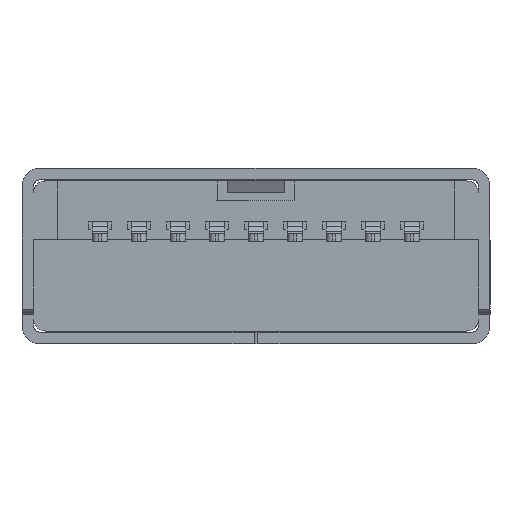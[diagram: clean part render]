
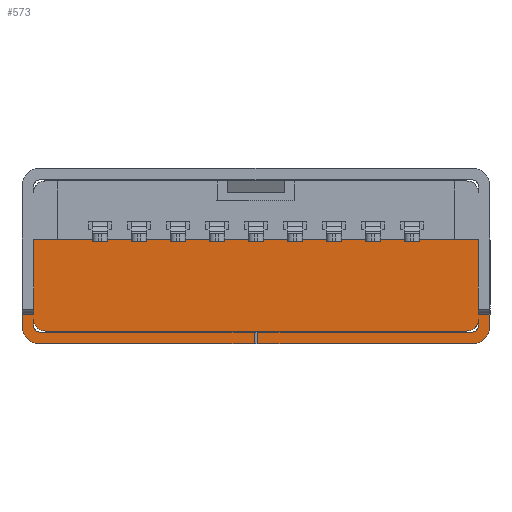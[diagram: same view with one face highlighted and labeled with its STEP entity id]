
A CAD part, left-side view. The second image highlights one B-rep face of the part: STEP entity #573.
In plain terms, the highlighted planar face has unit normal (-1, 0, 0).
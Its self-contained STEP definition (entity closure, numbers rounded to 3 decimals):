
#402 = VERTEX_POINT('',#403);
#403 = CARTESIAN_POINT('',(3.049,5.685,0.2));
#441 = VERTEX_POINT('',#442);
#442 = CARTESIAN_POINT('',(3.049,-5.715,0.2));
#448 = EDGE_CURVE('',#441,#449,#451,.T.);
#449 = VERTEX_POINT('',#450);
#450 = CARTESIAN_POINT('',(3.049,-4.815,0.2));
#451 = LINE('',#452,#453);
#452 = CARTESIAN_POINT('',(3.049,-5.715,0.2));
#453 = VECTOR('',#454,1.);
#454 = DIRECTION('',(0.,1.,0.));
#473 = VERTEX_POINT('',#474);
#474 = CARTESIAN_POINT('',(3.049,4.785,0.2));
#480 = EDGE_CURVE('',#473,#402,#481,.T.);
#481 = LINE('',#482,#483);
#482 = CARTESIAN_POINT('',(3.049,4.785,0.2));
#483 = VECTOR('',#484,1.);
#484 = DIRECTION('',(0.,1.,0.));
#495 = EDGE_CURVE('',#402,#496,#498,.T.);
#496 = VERTEX_POINT('',#497);
#497 = CARTESIAN_POINT('',(3.049,5.685,-0.125)
  );
#498 = LINE('',#499,#500);
#499 = CARTESIAN_POINT('',(3.049,5.685,0.2));
#500 = VECTOR('',#501,1.);
#501 = DIRECTION('',(0.,0.,-1.));
#573 = ADVANCED_FACE('',(#574),#765,.F.);
#574 = FACE_BOUND('',#575,.F.);
#575 = EDGE_LOOP('',(#576,#584,#592,#600,#609,#617,#625,#633,#642,#650,
    #659,#667,#676,#684,#693,#701,#709,#717,#726,#734,#740,#741,#742,
    #750,#758,#764));
#576 = ORIENTED_EDGE('',*,*,#577,.T.);
#577 = EDGE_CURVE('',#441,#578,#580,.T.);
#578 = VERTEX_POINT('',#579);
#579 = CARTESIAN_POINT('',(3.049,-5.715,-0.125)
  );
#580 = LINE('',#581,#582);
#581 = CARTESIAN_POINT('',(3.049,-5.715,0.2));
#582 = VECTOR('',#583,1.);
#583 = DIRECTION('',(0.,0.,-1.));
#584 = ORIENTED_EDGE('',*,*,#585,.T.);
#585 = EDGE_CURVE('',#578,#586,#588,.T.);
#586 = VERTEX_POINT('',#587);
#587 = CARTESIAN_POINT('',(3.049,-6.015,-0.125
    ));
#588 = LINE('',#589,#590);
#589 = CARTESIAN_POINT('',(3.049,-5.715,-0.125)
  );
#590 = VECTOR('',#591,1.);
#591 = DIRECTION('',(0.,-1.,0.));
#592 = ORIENTED_EDGE('',*,*,#593,.T.);
#593 = EDGE_CURVE('',#586,#594,#596,.T.);
#594 = VERTEX_POINT('',#595);
#595 = CARTESIAN_POINT('',(3.049,-6.015,
    -2.025));
#596 = LINE('',#597,#598);
#597 = CARTESIAN_POINT('',(3.049,-6.015,-0.125
    ));
#598 = VECTOR('',#599,1.);
#599 = DIRECTION('',(0.,0.,-1.));
#600 = ORIENTED_EDGE('',*,*,#601,.T.);
#601 = EDGE_CURVE('',#594,#602,#604,.T.);
#602 = VERTEX_POINT('',#603);
#603 = CARTESIAN_POINT('',(3.049,-5.565,-2.475
    ));
#604 = CIRCLE('',#605,0.45);
#605 = AXIS2_PLACEMENT_3D('',#606,#607,#608);
#606 = CARTESIAN_POINT('',(3.049,-5.565,
    -2.025));
#607 = DIRECTION('',(1.,0.,0.));
#608 = DIRECTION('',(0.,-1.,
    0.));
#609 = ORIENTED_EDGE('',*,*,#610,.F.);
#610 = EDGE_CURVE('',#611,#602,#613,.T.);
#611 = VERTEX_POINT('',#612);
#612 = CARTESIAN_POINT('',(3.049,-0.065,
    -2.475));
#613 = LINE('',#614,#615);
#614 = CARTESIAN_POINT('',(3.049,-0.065,
    -2.475));
#615 = VECTOR('',#616,1.);
#616 = DIRECTION('',(0.,-1.,0.));
#617 = ORIENTED_EDGE('',*,*,#618,.T.);
#618 = EDGE_CURVE('',#611,#619,#621,.T.);
#619 = VERTEX_POINT('',#620);
#620 = CARTESIAN_POINT('',(3.049,-0.065,
    -2.175));
#621 = LINE('',#622,#623);
#622 = CARTESIAN_POINT('',(3.049,-0.065,
    -2.475));
#623 = VECTOR('',#624,1.);
#624 = DIRECTION('',(0.,0.,1.));
#625 = ORIENTED_EDGE('',*,*,#626,.T.);
#626 = EDGE_CURVE('',#619,#627,#629,.T.);
#627 = VERTEX_POINT('',#628);
#628 = CARTESIAN_POINT('',(3.049,-5.564,
    -2.175));
#629 = LINE('',#630,#631);
#630 = CARTESIAN_POINT('',(3.049,-0.065,
    -2.175));
#631 = VECTOR('',#632,1.);
#632 = DIRECTION('',(0.,-1.,0.));
#633 = ORIENTED_EDGE('',*,*,#634,.T.);
#634 = EDGE_CURVE('',#627,#635,#637,.T.);
#635 = VERTEX_POINT('',#636);
#636 = CARTESIAN_POINT('',(3.049,-5.715,-2.025)
  );
#637 = CIRCLE('',#638,0.15);
#638 = AXIS2_PLACEMENT_3D('',#639,#640,#641);
#639 = CARTESIAN_POINT('',(3.049,-5.565,
    -2.025));
#640 = DIRECTION('',(-1.,0.,0.));
#641 = DIRECTION('',(0.,0.,
    -1.));
#642 = ORIENTED_EDGE('',*,*,#643,.F.);
#643 = EDGE_CURVE('',#644,#635,#646,.T.);
#644 = VERTEX_POINT('',#645);
#645 = CARTESIAN_POINT('',(3.049,-5.715,-1.85
    ));
#646 = LINE('',#647,#648);
#647 = CARTESIAN_POINT('',(3.049,-5.715,-1.85
    ));
#648 = VECTOR('',#649,1.);
#649 = DIRECTION('',(0.,0.,-1.));
#650 = ORIENTED_EDGE('',*,*,#651,.T.);
#651 = EDGE_CURVE('',#644,#652,#654,.T.);
#652 = VERTEX_POINT('',#653);
#653 = CARTESIAN_POINT('',(3.049,-5.415,-2.15
    ));
#654 = CIRCLE('',#655,0.3);
#655 = AXIS2_PLACEMENT_3D('',#656,#657,#658);
#656 = CARTESIAN_POINT('',(3.049,-5.415,-1.85));
#657 = DIRECTION('',(1.,0.,0.));
#658 = DIRECTION('',(0.,-1.,0.));
#659 = ORIENTED_EDGE('',*,*,#660,.F.);
#660 = EDGE_CURVE('',#661,#652,#663,.T.);
#661 = VERTEX_POINT('',#662);
#662 = CARTESIAN_POINT('',(3.049,5.385,-2.15)
  );
#663 = LINE('',#664,#665);
#664 = CARTESIAN_POINT('',(3.049,5.385,-2.15)
  );
#665 = VECTOR('',#666,1.);
#666 = DIRECTION('',(0.,-1.,0.));
#667 = ORIENTED_EDGE('',*,*,#668,.T.);
#668 = EDGE_CURVE('',#661,#669,#671,.T.);
#669 = VERTEX_POINT('',#670);
#670 = CARTESIAN_POINT('',(3.049,5.685,-1.85));
#671 = CIRCLE('',#672,0.3);
#672 = AXIS2_PLACEMENT_3D('',#673,#674,#675);
#673 = CARTESIAN_POINT('',(3.049,5.385,-1.85));
#674 = DIRECTION('',(1.,0.,0.));
#675 = DIRECTION('',(0.,0.,
    -1.));
#676 = ORIENTED_EDGE('',*,*,#677,.T.);
#677 = EDGE_CURVE('',#669,#678,#680,.T.);
#678 = VERTEX_POINT('',#679);
#679 = CARTESIAN_POINT('',(3.049,5.685,-2.025)
  );
#680 = LINE('',#681,#682);
#681 = CARTESIAN_POINT('',(3.049,5.685,-1.85));
#682 = VECTOR('',#683,1.);
#683 = DIRECTION('',(0.,0.,-1.));
#684 = ORIENTED_EDGE('',*,*,#685,.T.);
#685 = EDGE_CURVE('',#678,#686,#688,.T.);
#686 = VERTEX_POINT('',#687);
#687 = CARTESIAN_POINT('',(3.049,5.535,-2.175)
  );
#688 = CIRCLE('',#689,0.15);
#689 = AXIS2_PLACEMENT_3D('',#690,#691,#692);
#690 = CARTESIAN_POINT('',(3.049,5.535,-2.025)
  );
#691 = DIRECTION('',(-1.,0.,0.));
#692 = DIRECTION('',(0.,1.,0.)
  );
#693 = ORIENTED_EDGE('',*,*,#694,.T.);
#694 = EDGE_CURVE('',#686,#695,#697,.T.);
#695 = VERTEX_POINT('',#696);
#696 = CARTESIAN_POINT('',(3.049,0.035,
    -2.175));
#697 = LINE('',#698,#699);
#698 = CARTESIAN_POINT('',(3.049,5.535,-2.175)
  );
#699 = VECTOR('',#700,1.);
#700 = DIRECTION('',(0.,-1.,0.));
#701 = ORIENTED_EDGE('',*,*,#702,.F.);
#702 = EDGE_CURVE('',#703,#695,#705,.T.);
#703 = VERTEX_POINT('',#704);
#704 = CARTESIAN_POINT('',(3.049,0.035,
    -2.475));
#705 = LINE('',#706,#707);
#706 = CARTESIAN_POINT('',(3.049,0.035,
    -2.475));
#707 = VECTOR('',#708,1.);
#708 = DIRECTION('',(0.,0.,1.));
#709 = ORIENTED_EDGE('',*,*,#710,.F.);
#710 = EDGE_CURVE('',#711,#703,#713,.T.);
#711 = VERTEX_POINT('',#712);
#712 = CARTESIAN_POINT('',(3.049,5.536,-2.475)
  );
#713 = LINE('',#714,#715);
#714 = CARTESIAN_POINT('',(3.049,5.536,-2.475)
  );
#715 = VECTOR('',#716,1.);
#716 = DIRECTION('',(0.,-1.,0.));
#717 = ORIENTED_EDGE('',*,*,#718,.T.);
#718 = EDGE_CURVE('',#711,#719,#721,.T.);
#719 = VERTEX_POINT('',#720);
#720 = CARTESIAN_POINT('',(3.049,5.985,-2.025)
  );
#721 = CIRCLE('',#722,0.45);
#722 = AXIS2_PLACEMENT_3D('',#723,#724,#725);
#723 = CARTESIAN_POINT('',(3.049,5.535,-2.025)
  );
#724 = DIRECTION('',(1.,0.,0.));
#725 = DIRECTION('',(0.,0.,
    -1.));
#726 = ORIENTED_EDGE('',*,*,#727,.F.);
#727 = EDGE_CURVE('',#728,#719,#730,.T.);
#728 = VERTEX_POINT('',#729);
#729 = CARTESIAN_POINT('',(3.049,5.985,-0.125)
  );
#730 = LINE('',#731,#732);
#731 = CARTESIAN_POINT('',(3.049,5.985,-0.125)
  );
#732 = VECTOR('',#733,1.);
#733 = DIRECTION('',(0.,0.,-1.));
#734 = ORIENTED_EDGE('',*,*,#735,.T.);
#735 = EDGE_CURVE('',#728,#496,#736,.T.);
#736 = LINE('',#737,#738);
#737 = CARTESIAN_POINT('',(3.049,5.985,-0.125)
  );
#738 = VECTOR('',#739,1.);
#739 = DIRECTION('',(0.,-1.,0.));
#740 = ORIENTED_EDGE('',*,*,#495,.F.);
#741 = ORIENTED_EDGE('',*,*,#480,.F.);
#742 = ORIENTED_EDGE('',*,*,#743,.F.);
#743 = EDGE_CURVE('',#744,#473,#746,.T.);
#744 = VERTEX_POINT('',#745);
#745 = CARTESIAN_POINT('',(3.049,4.785,0.45)
  );
#746 = LINE('',#747,#748);
#747 = CARTESIAN_POINT('',(3.049,4.785,0.45)
  );
#748 = VECTOR('',#749,1.);
#749 = DIRECTION('',(0.,0.,-1.));
#750 = ORIENTED_EDGE('',*,*,#751,.T.);
#751 = EDGE_CURVE('',#744,#752,#754,.T.);
#752 = VERTEX_POINT('',#753);
#753 = CARTESIAN_POINT('',(3.049,-4.815,0.45)
  );
#754 = LINE('',#755,#756);
#755 = CARTESIAN_POINT('',(3.049,4.785,0.45)
  );
#756 = VECTOR('',#757,1.);
#757 = DIRECTION('',(0.,-1.,0.));
#758 = ORIENTED_EDGE('',*,*,#759,.T.);
#759 = EDGE_CURVE('',#752,#449,#760,.T.);
#760 = LINE('',#761,#762);
#761 = CARTESIAN_POINT('',(3.049,-4.815,0.45)
  );
#762 = VECTOR('',#763,1.);
#763 = DIRECTION('',(0.,0.,-1.));
#764 = ORIENTED_EDGE('',*,*,#448,.F.);
#765 = PLANE('',#766);
#766 = AXIS2_PLACEMENT_3D('',#767,#768,#769);
#767 = CARTESIAN_POINT('',(3.049,-0.015,
    -1.012));
#768 = DIRECTION('',(1.,0.,0.));
#769 = DIRECTION('',(0.,1.,0.));
